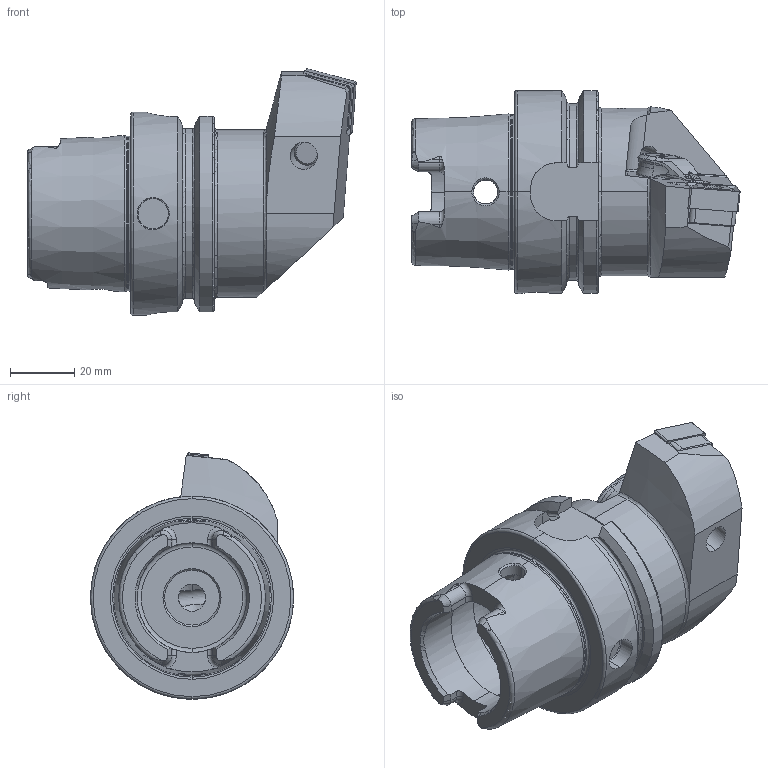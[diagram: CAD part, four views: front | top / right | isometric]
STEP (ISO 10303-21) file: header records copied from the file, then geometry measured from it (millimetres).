
FILE_DESCRIPTION (( 'STEP AP203' ), '1' );
FILE_NAME ('HA6-PCE.LBA.070-HP.STEP', '2019-05-29T06:54:51', ( 'SWIAdmin' ), ( 'Hewlett-Packard Company' ), 'SwSTEP 2.0', 'SolidWorks 2017', '' );
FILE_SCHEMA (( 'CONFIG_CONTROL_DESIGN' ));
Length unit declared in the file: millimetre
Products named in the file (14): DIN 7991 - M5x18; CHP-PCX.000.022_D《e; ISO 8752 2x8; HA6-PCE.LBA.070-HP_A; CHP-ER1.008.014_A; WCE-ER3.101.000_A; WCE-ER1.101.000; WCE-ER4.101.020_A; HA6-PCE.LBA.070-HP; DIN 3771 - 13x1; CNMG160604; DIN 3771 - 6.5x1.5; WCE-ER2.101.004_A; CHP-PCX.000.022_B
Assembly tree (13 placements, depth 3):
  HA6-PCE.LBA.070-HP
    HA6-PCE.LBA.070-HP_A
    WCE-ER3.101.000_A
    WCE-ER4.101.020_A
    CNMG160604
    WCE-ER2.101.004_A
    CHP-PCX.000.022_D《e
      DIN 3771 - 13x1
      DIN 3771 - 6.5x1.5
      CHP-PCX.000.022_B
      DIN 7991 - M5x18
    ISO 8752 2x8
    CHP-ER1.008.014_A
    WCE-ER1.101.000
Bounding box: 101.9 x 63 x 76.45 mm (x, y, z)
Volume: 150702 mm3; surface area: 37723.2 mm2
Topology: 12 solids, 12 shells, 607 faces, 1547 edges, 947 vertices
Faces by surface type: plane 176, cylinder 172, cone 127, torus 70, bspline 62
Entity records: 24293 total; most frequent: CARTESIAN_POINT 8998, ORIENTED_EDGE 3054, DIRECTION 2721, EDGE_CURVE 1527, AXIS2_PLACEMENT_3D 1072, VERTEX_POINT 947, EDGE_LOOP 636, ADVANCED_FACE 607
